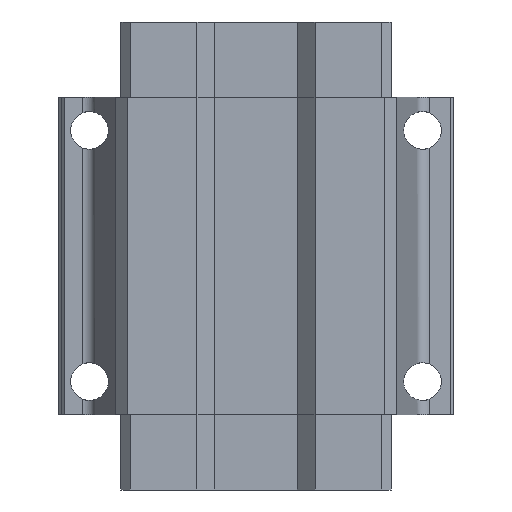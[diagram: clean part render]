
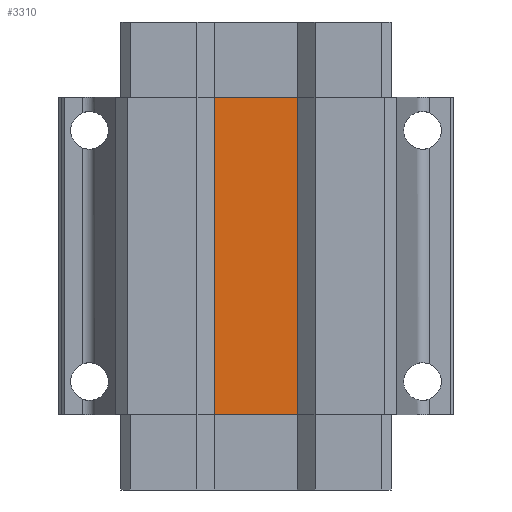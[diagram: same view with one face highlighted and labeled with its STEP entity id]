
A CAD part, front view. The second image highlights one B-rep face of the part: STEP entity #3310.
In plain terms, the highlighted planar face has unit normal (0, -1, 0).
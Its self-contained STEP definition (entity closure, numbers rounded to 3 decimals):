
#23 = CARTESIAN_POINT ( 'NONE',  ( 0., 12.8, -50.5 ) ) ;
#77 = EDGE_CURVE ( 'NONE', #3568, #919, #546, .T. ) ;
#315 = FACE_OUTER_BOUND ( 'NONE', #476, .T. ) ;
#476 = EDGE_LOOP ( 'NONE', ( #2424, #3107, #1277, #1860 ) ) ;
#546 = LINE ( 'NONE', #3739, #3565 ) ;
#909 = PLANE ( 'NONE',  #2010 ) ;
#919 = VERTEX_POINT ( 'NONE', #3664 ) ;
#934 = EDGE_CURVE ( 'NONE', #919, #2284, #3130, .T. ) ;
#1002 = CARTESIAN_POINT ( 'NONE',  ( -7.26, 12.8, -50.5 ) ) ;
#1054 = VECTOR ( 'NONE', #2876, 1000. ) ;
#1119 = CARTESIAN_POINT ( 'NONE',  ( 7.26, 12.8, -50.5 ) ) ;
#1156 = CARTESIAN_POINT ( 'NONE',  ( 7.26, 12.8, -50.5 ) ) ;
#1198 = DIRECTION ( 'NONE',  ( 0., 0., -1. ) ) ;
#1277 = ORIENTED_EDGE ( 'NONE', *, *, #3029, .T. ) ;
#1373 = DIRECTION ( 'NONE',  ( 0., 0., 1. ) ) ;
#1405 = DIRECTION ( 'NONE',  ( 1., 0., 0. ) ) ;
#1559 = CARTESIAN_POINT ( 'NONE',  ( 7.26, 12.8, 0. ) ) ;
#1821 = LINE ( 'NONE', #1119, #1054 ) ;
#1860 = ORIENTED_EDGE ( 'NONE', *, *, #3060, .T. ) ;
#2010 = AXIS2_PLACEMENT_3D ( 'NONE', #23, #2958, #1198 ) ;
#2284 = VERTEX_POINT ( 'NONE', #1559 ) ;
#2354 = VECTOR ( 'NONE', #3380, 1000. ) ;
#2424 = ORIENTED_EDGE ( 'NONE', *, *, #934, .F. ) ;
#2876 = DIRECTION ( 'NONE',  ( 0., 0., 1. ) ) ;
#2958 = DIRECTION ( 'NONE',  ( 0., -1., 0. ) ) ;
#3029 = EDGE_CURVE ( 'NONE', #3568, #3757, #3396, .T. ) ;
#3060 = EDGE_CURVE ( 'NONE', #3757, #2284, #1821, .T. ) ;
#3107 = ORIENTED_EDGE ( 'NONE', *, *, #77, .F. ) ;
#3130 = LINE ( 'NONE', #3351, #2354 ) ;
#3167 = CARTESIAN_POINT ( 'NONE',  ( 0., 12.8, -50.5 ) ) ;
#3310 = ADVANCED_FACE ( 'NONE', ( #315 ), #909, .T. ) ;
#3351 = CARTESIAN_POINT ( 'NONE',  ( 0., 12.8, 0. ) ) ;
#3380 = DIRECTION ( 'NONE',  ( 1., 0., 0. ) ) ;
#3396 = LINE ( 'NONE', #3167, #3501 ) ;
#3501 = VECTOR ( 'NONE', #1405, 1000. ) ;
#3565 = VECTOR ( 'NONE', #1373, 1000. ) ;
#3568 = VERTEX_POINT ( 'NONE', #1002 ) ;
#3664 = CARTESIAN_POINT ( 'NONE',  ( -7.26, 12.8, 0. ) ) ;
#3739 = CARTESIAN_POINT ( 'NONE',  ( -7.26, 12.8, -50.5 ) ) ;
#3757 = VERTEX_POINT ( 'NONE', #1156 ) ;
